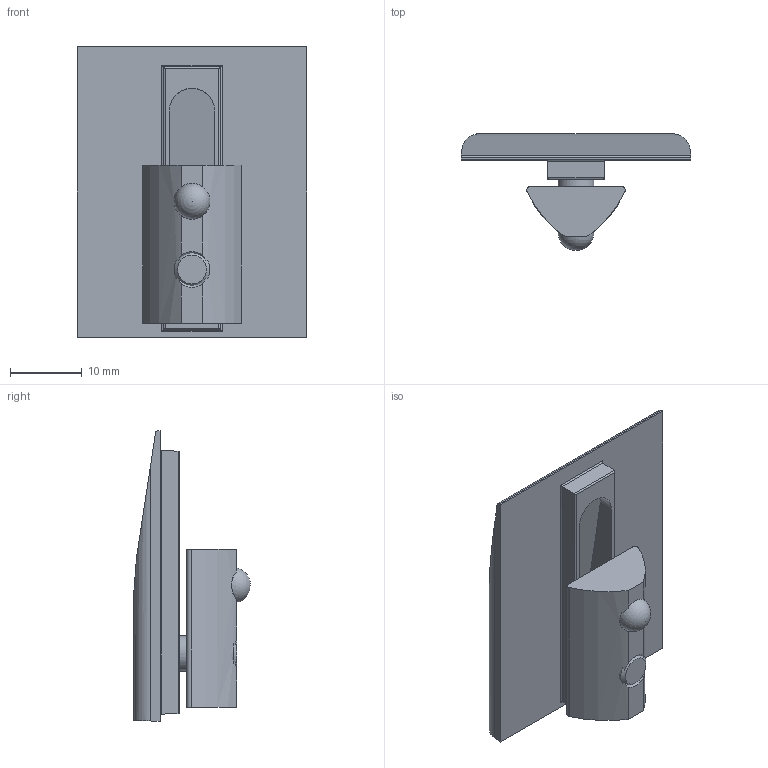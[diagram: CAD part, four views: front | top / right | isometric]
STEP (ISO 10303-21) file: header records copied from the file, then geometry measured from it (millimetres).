
FILE_DESCRIPTION(/* description */ ('STEP AP214'),/* implementation_level */ '2;1');
FILE_NAME(/* name */ '092346S01',/* time_stamp */ '2022-08-25T12:13:55+02:00',/* author */ ('License CC BY-ND 4.0'),/* organization */ ('CADENAS'),/* preprocessor_version */ 'ST-DEVELOPER v18.102',/* originating_system */ 'PARTsolutions',/* authorisation */ ' ');
FILE_SCHEMA (('AUTOMOTIVE_DESIGN {1 0 10303 214 3 1 1}'));
Length unit declared in the file: millimetre
Products named in the file (4): 092346S01; 092346S01_3; 092346S01_2; 092346S01_1
Assembly tree (3 placements, depth 2):
  092346S01
    092346S01_3
    092346S01_2
    092346S01_1
Bounding box: 32 x 16.3 x 40.5 mm (x, y, z)
Volume: 5623.5 mm3; surface area: 4669.7 mm2
Topology: 3 solids, 3 shells, 67 faces, 162 edges, 101 vertices
Faces by surface type: plane 35, cylinder 24, cone 7, sphere 1
Full cylindrical faces by diameter (mm): 4.134 x1, 5 x1, 9.44 x1, 10.5 x1
Entity records: 1960 total; most frequent: CARTESIAN_POINT 345, DIRECTION 327, ORIENTED_EDGE 290, EDGE_CURVE 145, AXIS2_PLACEMENT_3D 121, VERTEX_POINT 97, LINE 85, VECTOR 85
